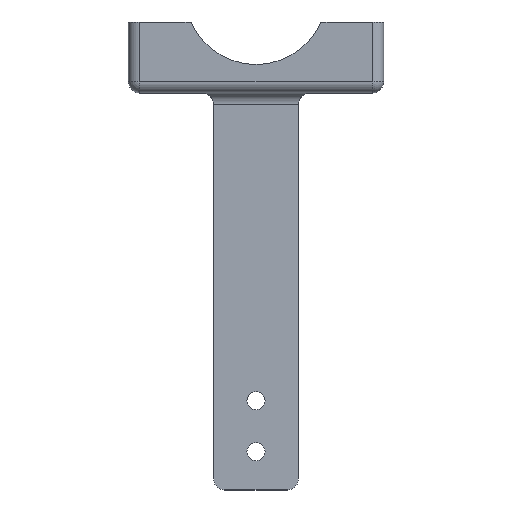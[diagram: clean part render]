
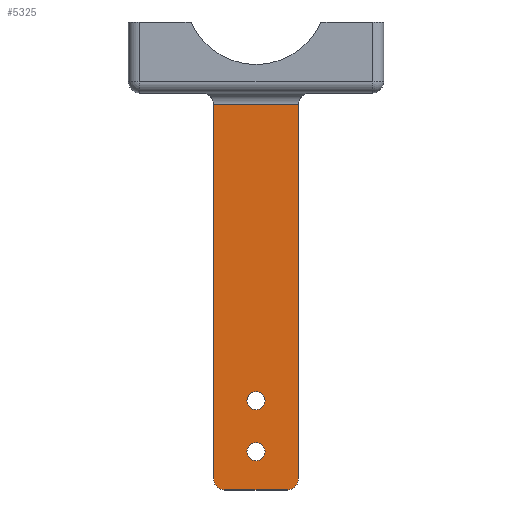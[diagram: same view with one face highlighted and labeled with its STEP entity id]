
A CAD part, top view. The second image highlights one B-rep face of the part: STEP entity #5325.
In plain terms, the highlighted planar face has unit normal (0, 0, 1).
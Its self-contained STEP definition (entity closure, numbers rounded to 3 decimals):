
#714 = CYLINDRICAL_SURFACE('',#715,3.2);
#715 = AXIS2_PLACEMENT_3D('',#716,#717,#718);
#716 = CARTESIAN_POINT('',(0.,-120.98,30.));
#717 = DIRECTION('',(0.,0.,1.));
#718 = DIRECTION('',(1.,0.,0.));
#749 = CYLINDRICAL_SURFACE('',#750,3.2);
#750 = AXIS2_PLACEMENT_3D('',#751,#752,#753);
#751 = CARTESIAN_POINT('',(0.,-138.98,30.));
#752 = DIRECTION('',(0.,0.,1.));
#753 = DIRECTION('',(1.,0.,0.));
#1338 = PLANE('',#1339);
#1339 = AXIS2_PLACEMENT_3D('',#1340,#1341,#1342);
#1340 = CARTESIAN_POINT('',(-15.,-12.5,10.));
#1341 = DIRECTION('',(-1.,0.,0.));
#1342 = DIRECTION('',(0.,0.,1.));
#1684 = PLANE('',#1685);
#1685 = AXIS2_PLACEMENT_3D('',#1686,#1687,#1688);
#1686 = CARTESIAN_POINT('',(15.,-12.5,30.));
#1687 = DIRECTION('',(1.,0.,0.));
#1688 = DIRECTION('',(0.,0.,-1.));
#1821 = PLANE('',#1822);
#1822 = AXIS2_PLACEMENT_3D('',#1823,#1824,#1825);
#1823 = CARTESIAN_POINT('',(0.,-152.5,20.));
#1824 = DIRECTION('',(0.,1.,0.));
#1825 = DIRECTION('',(0.,0.,1.));
#2760 = EDGE_CURVE('',#2761,#2761,#2763,.T.);
#2761 = VERTEX_POINT('',#2762);
#2762 = CARTESIAN_POINT('',(3.2,-120.98,30.));
#2763 = SURFACE_CURVE('',#2764,(#2769,#2776),.PCURVE_S1.);
#2764 = CIRCLE('',#2765,3.2);
#2765 = AXIS2_PLACEMENT_3D('',#2766,#2767,#2768);
#2766 = CARTESIAN_POINT('',(0.,-120.98,30.));
#2767 = DIRECTION('',(-0.,0.,1.));
#2768 = DIRECTION('',(1.,0.,0.));
#2769 = PCURVE('',#714,#2770);
#2770 = DEFINITIONAL_REPRESENTATION('',(#2771),#2775);
#2771 = LINE('',#2772,#2773);
#2772 = CARTESIAN_POINT('',(0.,0.));
#2773 = VECTOR('',#2774,1.);
#2774 = DIRECTION('',(1.,0.));
#2775 = ( GEOMETRIC_REPRESENTATION_CONTEXT(2) 
PARAMETRIC_REPRESENTATION_CONTEXT() REPRESENTATION_CONTEXT('2D SPACE',''
  ) );
#2776 = PCURVE('',#2777,#2782);
#2777 = PLANE('',#2778);
#2778 = AXIS2_PLACEMENT_3D('',#2779,#2780,#2781);
#2779 = CARTESIAN_POINT('',(-15.,-12.5,30.));
#2780 = DIRECTION('',(0.,0.,1.));
#2781 = DIRECTION('',(1.,0.,0.));
#2782 = DEFINITIONAL_REPRESENTATION('',(#2783),#2787);
#2783 = CIRCLE('',#2784,3.2);
#2784 = AXIS2_PLACEMENT_2D('',#2785,#2786);
#2785 = CARTESIAN_POINT('',(15.,-108.48));
#2786 = DIRECTION('',(1.,0.));
#2787 = ( GEOMETRIC_REPRESENTATION_CONTEXT(2) 
PARAMETRIC_REPRESENTATION_CONTEXT() REPRESENTATION_CONTEXT('2D SPACE',''
  ) );
#2815 = EDGE_CURVE('',#2816,#2816,#2818,.T.);
#2816 = VERTEX_POINT('',#2817);
#2817 = CARTESIAN_POINT('',(3.2,-138.98,30.));
#2818 = SURFACE_CURVE('',#2819,(#2824,#2831),.PCURVE_S1.);
#2819 = CIRCLE('',#2820,3.2);
#2820 = AXIS2_PLACEMENT_3D('',#2821,#2822,#2823);
#2821 = CARTESIAN_POINT('',(0.,-138.98,30.));
#2822 = DIRECTION('',(-0.,0.,1.));
#2823 = DIRECTION('',(1.,0.,0.));
#2824 = PCURVE('',#749,#2825);
#2825 = DEFINITIONAL_REPRESENTATION('',(#2826),#2830);
#2826 = LINE('',#2827,#2828);
#2827 = CARTESIAN_POINT('',(0.,0.));
#2828 = VECTOR('',#2829,1.);
#2829 = DIRECTION('',(1.,0.));
#2830 = ( GEOMETRIC_REPRESENTATION_CONTEXT(2) 
PARAMETRIC_REPRESENTATION_CONTEXT() REPRESENTATION_CONTEXT('2D SPACE',''
  ) );
#2831 = PCURVE('',#2777,#2832);
#2832 = DEFINITIONAL_REPRESENTATION('',(#2833),#2837);
#2833 = CIRCLE('',#2834,3.2);
#2834 = AXIS2_PLACEMENT_2D('',#2835,#2836);
#2835 = CARTESIAN_POINT('',(15.,-126.48));
#2836 = DIRECTION('',(1.,0.));
#2837 = ( GEOMETRIC_REPRESENTATION_CONTEXT(2) 
PARAMETRIC_REPRESENTATION_CONTEXT() REPRESENTATION_CONTEXT('2D SPACE',''
  ) );
#3710 = EDGE_CURVE('',#3711,#3713,#3715,.T.);
#3711 = VERTEX_POINT('',#3712);
#3712 = CARTESIAN_POINT('',(-15.,-16.5,30.));
#3713 = VERTEX_POINT('',#3714);
#3714 = CARTESIAN_POINT('',(-15.,-148.5,30.));
#3715 = SURFACE_CURVE('',#3716,(#3720,#3727),.PCURVE_S1.);
#3716 = LINE('',#3717,#3718);
#3717 = CARTESIAN_POINT('',(-15.,-12.5,30.));
#3718 = VECTOR('',#3719,1.);
#3719 = DIRECTION('',(0.,-1.,0.));
#3720 = PCURVE('',#1338,#3721);
#3721 = DEFINITIONAL_REPRESENTATION('',(#3722),#3726);
#3722 = LINE('',#3723,#3724);
#3723 = CARTESIAN_POINT('',(20.,0.));
#3724 = VECTOR('',#3725,1.);
#3725 = DIRECTION('',(0.,-1.));
#3726 = ( GEOMETRIC_REPRESENTATION_CONTEXT(2) 
PARAMETRIC_REPRESENTATION_CONTEXT() REPRESENTATION_CONTEXT('2D SPACE',''
  ) );
#3727 = PCURVE('',#2777,#3728);
#3728 = DEFINITIONAL_REPRESENTATION('',(#3729),#3733);
#3729 = LINE('',#3730,#3731);
#3730 = CARTESIAN_POINT('',(0.,0.));
#3731 = VECTOR('',#3732,1.);
#3732 = DIRECTION('',(0.,-1.));
#3733 = ( GEOMETRIC_REPRESENTATION_CONTEXT(2) 
PARAMETRIC_REPRESENTATION_CONTEXT() REPRESENTATION_CONTEXT('2D SPACE',''
  ) );
#3822 = CYLINDRICAL_SURFACE('',#3823,4.);
#3823 = AXIS2_PLACEMENT_3D('',#3824,#3825,#3826);
#3824 = CARTESIAN_POINT('',(-11.,-148.5,10.));
#3825 = DIRECTION('',(0.,0.,1.));
#3826 = DIRECTION('',(-1.,0.,0.));
#4504 = CYLINDRICAL_SURFACE('',#4505,4.);
#4505 = AXIS2_PLACEMENT_3D('',#4506,#4507,#4508);
#4506 = CARTESIAN_POINT('',(-15.,-16.5,34.));
#4507 = DIRECTION('',(1.,0.,0.));
#4508 = DIRECTION('',(0.,1.,0.));
#4607 = CYLINDRICAL_SURFACE('',#4608,4.);
#4608 = AXIS2_PLACEMENT_3D('',#4609,#4610,#4611);
#4609 = CARTESIAN_POINT('',(11.,-148.5,30.));
#4610 = DIRECTION('',(0.,0.,-1.));
#4611 = DIRECTION('',(1.,0.,0.));
#4623 = EDGE_CURVE('',#4624,#4626,#4628,.T.);
#4624 = VERTEX_POINT('',#4625);
#4625 = CARTESIAN_POINT('',(15.,-16.5,30.));
#4626 = VERTEX_POINT('',#4627);
#4627 = CARTESIAN_POINT('',(15.,-148.5,30.));
#4628 = SURFACE_CURVE('',#4629,(#4633,#4640),.PCURVE_S1.);
#4629 = LINE('',#4630,#4631);
#4630 = CARTESIAN_POINT('',(15.,-12.5,30.));
#4631 = VECTOR('',#4632,1.);
#4632 = DIRECTION('',(0.,-1.,0.));
#4633 = PCURVE('',#1684,#4634);
#4634 = DEFINITIONAL_REPRESENTATION('',(#4635),#4639);
#4635 = LINE('',#4636,#4637);
#4636 = CARTESIAN_POINT('',(0.,0.));
#4637 = VECTOR('',#4638,1.);
#4638 = DIRECTION('',(0.,-1.));
#4639 = ( GEOMETRIC_REPRESENTATION_CONTEXT(2) 
PARAMETRIC_REPRESENTATION_CONTEXT() REPRESENTATION_CONTEXT('2D SPACE',''
  ) );
#4640 = PCURVE('',#2777,#4641);
#4641 = DEFINITIONAL_REPRESENTATION('',(#4642),#4646);
#4642 = LINE('',#4643,#4644);
#4643 = CARTESIAN_POINT('',(30.,0.));
#4644 = VECTOR('',#4645,1.);
#4645 = DIRECTION('',(0.,-1.));
#4646 = ( GEOMETRIC_REPRESENTATION_CONTEXT(2) 
PARAMETRIC_REPRESENTATION_CONTEXT() REPRESENTATION_CONTEXT('2D SPACE',''
  ) );
#4721 = EDGE_CURVE('',#4722,#4724,#4726,.T.);
#4722 = VERTEX_POINT('',#4723);
#4723 = CARTESIAN_POINT('',(-11.,-152.5,30.));
#4724 = VERTEX_POINT('',#4725);
#4725 = CARTESIAN_POINT('',(11.,-152.5,30.));
#4726 = SURFACE_CURVE('',#4727,(#4731,#4738),.PCURVE_S1.);
#4727 = LINE('',#4728,#4729);
#4728 = CARTESIAN_POINT('',(-15.,-152.5,30.));
#4729 = VECTOR('',#4730,1.);
#4730 = DIRECTION('',(1.,0.,0.));
#4731 = PCURVE('',#1821,#4732);
#4732 = DEFINITIONAL_REPRESENTATION('',(#4733),#4737);
#4733 = LINE('',#4734,#4735);
#4734 = CARTESIAN_POINT('',(10.,-15.));
#4735 = VECTOR('',#4736,1.);
#4736 = DIRECTION('',(0.,1.));
#4737 = ( GEOMETRIC_REPRESENTATION_CONTEXT(2) 
PARAMETRIC_REPRESENTATION_CONTEXT() REPRESENTATION_CONTEXT('2D SPACE',''
  ) );
#4738 = PCURVE('',#2777,#4739);
#4739 = DEFINITIONAL_REPRESENTATION('',(#4740),#4744);
#4740 = LINE('',#4741,#4742);
#4741 = CARTESIAN_POINT('',(0.,-140.));
#4742 = VECTOR('',#4743,1.);
#4743 = DIRECTION('',(1.,0.));
#4744 = ( GEOMETRIC_REPRESENTATION_CONTEXT(2) 
PARAMETRIC_REPRESENTATION_CONTEXT() REPRESENTATION_CONTEXT('2D SPACE',''
  ) );
#5325 = ADVANCED_FACE('',(#5326,#5400,#5403),#2777,.T.);
#5326 = FACE_BOUND('',#5327,.T.);
#5327 = EDGE_LOOP('',(#5328,#5329,#5351,#5352,#5378,#5379));
#5328 = ORIENTED_EDGE('',*,*,#3710,.T.);
#5329 = ORIENTED_EDGE('',*,*,#5330,.T.);
#5330 = EDGE_CURVE('',#3713,#4722,#5331,.T.);
#5331 = SURFACE_CURVE('',#5332,(#5337,#5344),.PCURVE_S1.);
#5332 = CIRCLE('',#5333,4.);
#5333 = AXIS2_PLACEMENT_3D('',#5334,#5335,#5336);
#5334 = CARTESIAN_POINT('',(-11.,-148.5,30.));
#5335 = DIRECTION('',(-0.,0.,1.));
#5336 = DIRECTION('',(0.,-1.,0.));
#5337 = PCURVE('',#2777,#5338);
#5338 = DEFINITIONAL_REPRESENTATION('',(#5339),#5343);
#5339 = CIRCLE('',#5340,4.);
#5340 = AXIS2_PLACEMENT_2D('',#5341,#5342);
#5341 = CARTESIAN_POINT('',(4.,-136.));
#5342 = DIRECTION('',(0.,-1.));
#5343 = ( GEOMETRIC_REPRESENTATION_CONTEXT(2) 
PARAMETRIC_REPRESENTATION_CONTEXT() REPRESENTATION_CONTEXT('2D SPACE',''
  ) );
#5344 = PCURVE('',#3822,#5345);
#5345 = DEFINITIONAL_REPRESENTATION('',(#5346),#5350);
#5346 = LINE('',#5347,#5348);
#5347 = CARTESIAN_POINT('',(-4.712,20.));
#5348 = VECTOR('',#5349,1.);
#5349 = DIRECTION('',(1.,0.));
#5350 = ( GEOMETRIC_REPRESENTATION_CONTEXT(2) 
PARAMETRIC_REPRESENTATION_CONTEXT() REPRESENTATION_CONTEXT('2D SPACE',''
  ) );
#5351 = ORIENTED_EDGE('',*,*,#4721,.T.);
#5352 = ORIENTED_EDGE('',*,*,#5353,.F.);
#5353 = EDGE_CURVE('',#4626,#4724,#5354,.T.);
#5354 = SURFACE_CURVE('',#5355,(#5360,#5371),.PCURVE_S1.);
#5355 = CIRCLE('',#5356,4.);
#5356 = AXIS2_PLACEMENT_3D('',#5357,#5358,#5359);
#5357 = CARTESIAN_POINT('',(11.,-148.5,30.));
#5358 = DIRECTION('',(0.,0.,-1.));
#5359 = DIRECTION('',(0.,1.,0.));
#5360 = PCURVE('',#2777,#5361);
#5361 = DEFINITIONAL_REPRESENTATION('',(#5362),#5370);
#5362 = ( BOUNDED_CURVE() B_SPLINE_CURVE(2,(#5363,#5364,#5365,#5366,
#5367,#5368,#5369),.UNSPECIFIED.,.T.,.F.) B_SPLINE_CURVE_WITH_KNOTS((1,2
    ,2,2,2,1),(-2.094,0.,2.094,4.189,
6.283,8.378),.UNSPECIFIED.) CURVE() 
GEOMETRIC_REPRESENTATION_ITEM() RATIONAL_B_SPLINE_CURVE((1.,0.5,1.,0.5,
1.,0.5,1.)) REPRESENTATION_ITEM('') );
#5363 = CARTESIAN_POINT('',(26.,-132.));
#5364 = CARTESIAN_POINT('',(32.928,-132.));
#5365 = CARTESIAN_POINT('',(29.464,-138.));
#5366 = CARTESIAN_POINT('',(26.,-144.));
#5367 = CARTESIAN_POINT('',(22.536,-138.));
#5368 = CARTESIAN_POINT('',(19.072,-132.));
#5369 = CARTESIAN_POINT('',(26.,-132.));
#5370 = ( GEOMETRIC_REPRESENTATION_CONTEXT(2) 
PARAMETRIC_REPRESENTATION_CONTEXT() REPRESENTATION_CONTEXT('2D SPACE',''
  ) );
#5371 = PCURVE('',#4607,#5372);
#5372 = DEFINITIONAL_REPRESENTATION('',(#5373),#5377);
#5373 = LINE('',#5374,#5375);
#5374 = CARTESIAN_POINT('',(-1.571,0.));
#5375 = VECTOR('',#5376,1.);
#5376 = DIRECTION('',(1.,0.));
#5377 = ( GEOMETRIC_REPRESENTATION_CONTEXT(2) 
PARAMETRIC_REPRESENTATION_CONTEXT() REPRESENTATION_CONTEXT('2D SPACE',''
  ) );
#5378 = ORIENTED_EDGE('',*,*,#4623,.F.);
#5379 = ORIENTED_EDGE('',*,*,#5380,.F.);
#5380 = EDGE_CURVE('',#3711,#4624,#5381,.T.);
#5381 = SURFACE_CURVE('',#5382,(#5386,#5393),.PCURVE_S1.);
#5382 = LINE('',#5383,#5384);
#5383 = CARTESIAN_POINT('',(-15.,-16.5,30.));
#5384 = VECTOR('',#5385,1.);
#5385 = DIRECTION('',(1.,0.,0.));
#5386 = PCURVE('',#2777,#5387);
#5387 = DEFINITIONAL_REPRESENTATION('',(#5388),#5392);
#5388 = LINE('',#5389,#5390);
#5389 = CARTESIAN_POINT('',(0.,-4.));
#5390 = VECTOR('',#5391,1.);
#5391 = DIRECTION('',(1.,0.));
#5392 = ( GEOMETRIC_REPRESENTATION_CONTEXT(2) 
PARAMETRIC_REPRESENTATION_CONTEXT() REPRESENTATION_CONTEXT('2D SPACE',''
  ) );
#5393 = PCURVE('',#4504,#5394);
#5394 = DEFINITIONAL_REPRESENTATION('',(#5395),#5399);
#5395 = LINE('',#5396,#5397);
#5396 = CARTESIAN_POINT('',(-1.571,0.));
#5397 = VECTOR('',#5398,1.);
#5398 = DIRECTION('',(-0.,1.));
#5399 = ( GEOMETRIC_REPRESENTATION_CONTEXT(2) 
PARAMETRIC_REPRESENTATION_CONTEXT() REPRESENTATION_CONTEXT('2D SPACE',''
  ) );
#5400 = FACE_BOUND('',#5401,.T.);
#5401 = EDGE_LOOP('',(#5402));
#5402 = ORIENTED_EDGE('',*,*,#2760,.F.);
#5403 = FACE_BOUND('',#5404,.T.);
#5404 = EDGE_LOOP('',(#5405));
#5405 = ORIENTED_EDGE('',*,*,#2815,.F.);
